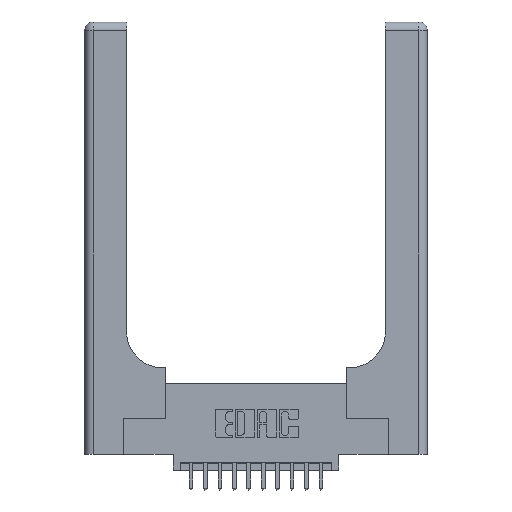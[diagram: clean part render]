
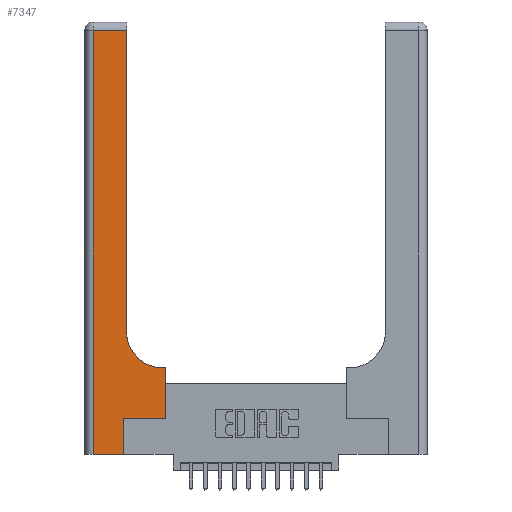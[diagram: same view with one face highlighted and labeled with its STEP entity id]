
A CAD part, top view. The second image highlights one B-rep face of the part: STEP entity #7347.
In plain terms, the highlighted planar face has unit normal (0, 0, 1).
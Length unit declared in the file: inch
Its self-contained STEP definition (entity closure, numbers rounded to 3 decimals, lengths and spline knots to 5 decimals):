
#410 = ORIENTED_EDGE ( 'NONE', *, *, #14405, .T. ) ;
#700 = ORIENTED_EDGE ( 'NONE', *, *, #1515, .T. ) ;
#1282 = EDGE_CURVE ( 'NONE', #12455, #4332, #14066, .T. ) ;
#1337 = DIRECTION ( 'NONE',  ( -1., 0., 0. ) ) ;
#1438 = DIRECTION ( 'NONE',  ( -1., 0., 0. ) ) ;
#1515 = EDGE_CURVE ( 'NONE', #16184, #17497, #10344, .T. ) ;
#1612 = ORIENTED_EDGE ( 'NONE', *, *, #11254, .T. ) ;
#1658 = DIRECTION ( 'NONE',  ( 1., 0., 0. ) ) ;
#2017 = CARTESIAN_POINT ( 'NONE',  ( 0.2915, 0.6, 0.37 ) ) ;
#2094 = CARTESIAN_POINT ( 'NONE',  ( 0.2915, 2.94, 0.37 ) ) ;
#2533 = VERTEX_POINT ( 'NONE', #16049 ) ;
#2574 = DIRECTION ( 'NONE',  ( 0., 1., 0. ) ) ;
#2722 = VECTOR ( 'NONE', #10810, 39.37008 ) ;
#3062 = LINE ( 'NONE', #10617, #9825 ) ;
#3651 = CARTESIAN_POINT ( 'NONE',  ( 0.5415, 0.85, 0.37 ) ) ;
#3686 = CARTESIAN_POINT ( 'NONE',  ( 0.2915, 0.85, 0.37 ) ) ;
#3710 = EDGE_CURVE ( 'NONE', #5987, #8557, #11013, .T. ) ;
#4164 = DIRECTION ( 'NONE',  ( -1., 0., 0. ) ) ;
#4188 = CARTESIAN_POINT ( 'NONE',  ( 0., 2.94, 0.37 ) ) ;
#4332 = VERTEX_POINT ( 'NONE', #4350 ) ;
#4350 = CARTESIAN_POINT ( 'NONE',  ( 0.5415, 0.6, 0.37 ) ) ;
#4534 = CARTESIAN_POINT ( 'NONE',  ( 0., 0., 0.37 ) ) ;
#4554 = VERTEX_POINT ( 'NONE', #15544 ) ;
#5041 = DIRECTION ( 'NONE',  ( 1., 0., 0. ) ) ;
#5228 = ORIENTED_EDGE ( 'NONE', *, *, #14904, .T. ) ;
#5987 = VERTEX_POINT ( 'NONE', #2094 ) ;
#6739 = CARTESIAN_POINT ( 'NONE',  ( 0.2915, 3., 0.37 ) ) ;
#6793 = AXIS2_PLACEMENT_3D ( 'NONE', #3651, #13057, #5041 ) ;
#6869 = CARTESIAN_POINT ( 'NONE',  ( 0.06, 2.94, 0.37 ) ) ;
#7052 = ORIENTED_EDGE ( 'NONE', *, *, #1282, .T. ) ;
#7347 = ADVANCED_FACE ( 'NONE', ( #14815 ), #13468, .F. ) ;
#7487 = CARTESIAN_POINT ( 'NONE',  ( 0.06, 0., 0.37 ) ) ;
#8105 = AXIS2_PLACEMENT_3D ( 'NONE', #17436, #9544, #1337 ) ;
#8557 = VERTEX_POINT ( 'NONE', #6869 ) ;
#8706 = DIRECTION ( 'NONE',  ( 0., -1., 0. ) ) ;
#9544 = DIRECTION ( 'NONE',  ( 0., 0., -1. ) ) ;
#9825 = VECTOR ( 'NONE', #15833, 39.37008 ) ;
#9922 = LINE ( 'NONE', #17365, #2722 ) ;
#10016 = LINE ( 'NONE', #15839, #10450 ) ;
#10267 = VECTOR ( 'NONE', #2574, 39.37008 ) ;
#10344 = LINE ( 'NONE', #4534, #16907 ) ;
#10450 = VECTOR ( 'NONE', #11890, 39.37008 ) ;
#10617 = CARTESIAN_POINT ( 'NONE',  ( 0.269, 0., 0.37 ) ) ;
#10810 = DIRECTION ( 'NONE',  ( 0., 1., 0. ) ) ;
#10938 = EDGE_LOOP ( 'NONE', ( #410, #15986, #15163, #700, #5228, #12666, #12112, #7052, #1612 ) ) ;
#11013 = LINE ( 'NONE', #4188, #17172 ) ;
#11254 = EDGE_CURVE ( 'NONE', #4332, #15584, #12427, .T. ) ;
#11460 = EDGE_CURVE ( 'NONE', #2533, #12455, #9922, .T. ) ;
#11890 = DIRECTION ( 'NONE',  ( 1., 0., 0. ) ) ;
#12112 = ORIENTED_EDGE ( 'NONE', *, *, #11460, .T. ) ;
#12145 = CARTESIAN_POINT ( 'NONE',  ( 0.269, 0., 0.37 ) ) ;
#12427 = CIRCLE ( 'NONE', #6793, 0.25 ) ;
#12455 = VERTEX_POINT ( 'NONE', #16634 ) ;
#12666 = ORIENTED_EDGE ( 'NONE', *, *, #15666, .T. ) ;
#12714 = LINE ( 'NONE', #15300, #15799 ) ;
#13057 = DIRECTION ( 'NONE',  ( 0., 0., -1. ) ) ;
#13468 = PLANE ( 'NONE',  #8105 ) ;
#14066 = LINE ( 'NONE', #2017, #17132 ) ;
#14405 = EDGE_CURVE ( 'NONE', #15584, #5987, #17265, .T. ) ;
#14815 = FACE_OUTER_BOUND ( 'NONE', #10938, .T. ) ;
#14904 = EDGE_CURVE ( 'NONE', #17497, #4554, #3062, .T. ) ;
#15163 = ORIENTED_EDGE ( 'NONE', *, *, #15208, .T. ) ;
#15208 = EDGE_CURVE ( 'NONE', #8557, #16184, #12714, .T. ) ;
#15300 = CARTESIAN_POINT ( 'NONE',  ( 0.06, 3., 0.37 ) ) ;
#15544 = CARTESIAN_POINT ( 'NONE',  ( 0.269, 0.25, 0.37 ) ) ;
#15584 = VERTEX_POINT ( 'NONE', #3686 ) ;
#15666 = EDGE_CURVE ( 'NONE', #4554, #2533, #10016, .T. ) ;
#15799 = VECTOR ( 'NONE', #8706, 39.37008 ) ;
#15833 = DIRECTION ( 'NONE',  ( 0., 1., 0. ) ) ;
#15839 = CARTESIAN_POINT ( 'NONE',  ( 0.269, 0.25, 0.37 ) ) ;
#15986 = ORIENTED_EDGE ( 'NONE', *, *, #3710, .T. ) ;
#16049 = CARTESIAN_POINT ( 'NONE',  ( 0.5585, 0.25, 0.37 ) ) ;
#16184 = VERTEX_POINT ( 'NONE', #7487 ) ;
#16634 = CARTESIAN_POINT ( 'NONE',  ( 0.5585, 0.6, 0.37 ) ) ;
#16907 = VECTOR ( 'NONE', #1658, 39.37008 ) ;
#17132 = VECTOR ( 'NONE', #4164, 39.37008 ) ;
#17172 = VECTOR ( 'NONE', #1438, 39.37008 ) ;
#17265 = LINE ( 'NONE', #6739, #10267 ) ;
#17365 = CARTESIAN_POINT ( 'NONE',  ( 0.5585, 0.25, 0.37 ) ) ;
#17436 = CARTESIAN_POINT ( 'NONE',  ( 0., 3., 0.37 ) ) ;
#17497 = VERTEX_POINT ( 'NONE', #12145 ) ;
